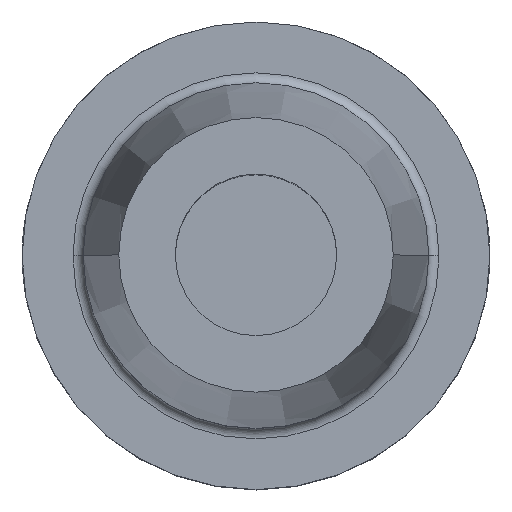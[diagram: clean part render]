
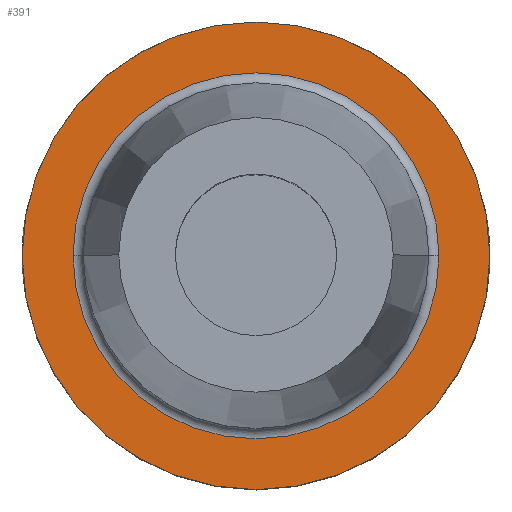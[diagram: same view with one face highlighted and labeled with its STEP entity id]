
A CAD part, top view. The second image highlights one B-rep face of the part: STEP entity #391.
In plain terms, the highlighted planar face has unit normal (0, 0, 1).
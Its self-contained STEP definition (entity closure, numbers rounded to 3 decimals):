
#9 = EDGE_LOOP ( 'NONE', ( #254, #1605 ) ) ;
#26 = CIRCLE ( 'NONE', #528, 23. ) ;
#42 = CARTESIAN_POINT ( 'NONE',  ( 0., 0., 22. ) ) ;
#64 = CIRCLE ( 'NONE', #956, 23. ) ;
#99 = CARTESIAN_POINT ( 'NONE',  ( 0., 0., 22. ) ) ;
#176 = CARTESIAN_POINT ( 'NONE',  ( 0., 0., 22. ) ) ;
#188 = DIRECTION ( 'NONE',  ( 0., 0., -1. ) ) ;
#204 = CIRCLE ( 'NONE', #384, 18. ) ;
#221 = CARTESIAN_POINT ( 'NONE',  ( -18., 0., 22. ) ) ;
#224 = DIRECTION ( 'NONE',  ( -1., 0., 0. ) ) ;
#244 = CIRCLE ( 'NONE', #1389, 18. ) ;
#254 = ORIENTED_EDGE ( 'NONE', *, *, #939, .F. ) ;
#314 = DIRECTION ( 'NONE',  ( -1., 0., 0. ) ) ;
#373 = CARTESIAN_POINT ( 'NONE',  ( 23., 0., 22. ) ) ;
#384 = AXIS2_PLACEMENT_3D ( 'NONE', #42, #437, #1517 ) ;
#391 = ADVANCED_FACE ( 'NONE', ( #1226, #901 ), #458, .F. ) ;
#431 = CARTESIAN_POINT ( 'NONE',  ( 0., 0., 22. ) ) ;
#437 = DIRECTION ( 'NONE',  ( 0., 0., -1. ) ) ;
#446 = DIRECTION ( 'NONE',  ( 0., 0., -1. ) ) ;
#458 = PLANE ( 'NONE',  #1400 ) ;
#487 = DIRECTION ( 'NONE',  ( 0., 0., -1. ) ) ;
#494 = DIRECTION ( 'NONE',  ( -1., 0., 0. ) ) ;
#512 = VERTEX_POINT ( 'NONE', #960 ) ;
#528 = AXIS2_PLACEMENT_3D ( 'NONE', #431, #487, #494 ) ;
#629 = VERTEX_POINT ( 'NONE', #835 ) ;
#715 = ORIENTED_EDGE ( 'NONE', *, *, #1155, .T. ) ;
#835 = CARTESIAN_POINT ( 'NONE',  ( -23., 0., 22. ) ) ;
#901 = FACE_OUTER_BOUND ( 'NONE', #9, .T. ) ;
#939 = EDGE_CURVE ( 'NONE', #629, #1561, #26, .T. ) ;
#956 = AXIS2_PLACEMENT_3D ( 'NONE', #1534, #1343, #1317 ) ;
#960 = CARTESIAN_POINT ( 'NONE',  ( 18., 0., 22. ) ) ;
#1018 = EDGE_CURVE ( 'NONE', #1561, #629, #64, .T. ) ;
#1103 = EDGE_CURVE ( 'NONE', #1282, #512, #244, .T. ) ;
#1155 = EDGE_CURVE ( 'NONE', #512, #1282, #204, .T. ) ;
#1226 = FACE_BOUND ( 'NONE', #1484, .T. ) ;
#1282 = VERTEX_POINT ( 'NONE', #221 ) ;
#1317 = DIRECTION ( 'NONE',  ( -1., 0., 0. ) ) ;
#1343 = DIRECTION ( 'NONE',  ( 0., 0., -1. ) ) ;
#1389 = AXIS2_PLACEMENT_3D ( 'NONE', #176, #188, #224 ) ;
#1400 = AXIS2_PLACEMENT_3D ( 'NONE', #99, #446, #314 ) ;
#1484 = EDGE_LOOP ( 'NONE', ( #1625, #715 ) ) ;
#1517 = DIRECTION ( 'NONE',  ( -1., 0., 0. ) ) ;
#1534 = CARTESIAN_POINT ( 'NONE',  ( 0., 0., 22. ) ) ;
#1561 = VERTEX_POINT ( 'NONE', #373 ) ;
#1605 = ORIENTED_EDGE ( 'NONE', *, *, #1018, .F. ) ;
#1625 = ORIENTED_EDGE ( 'NONE', *, *, #1103, .T. ) ;
